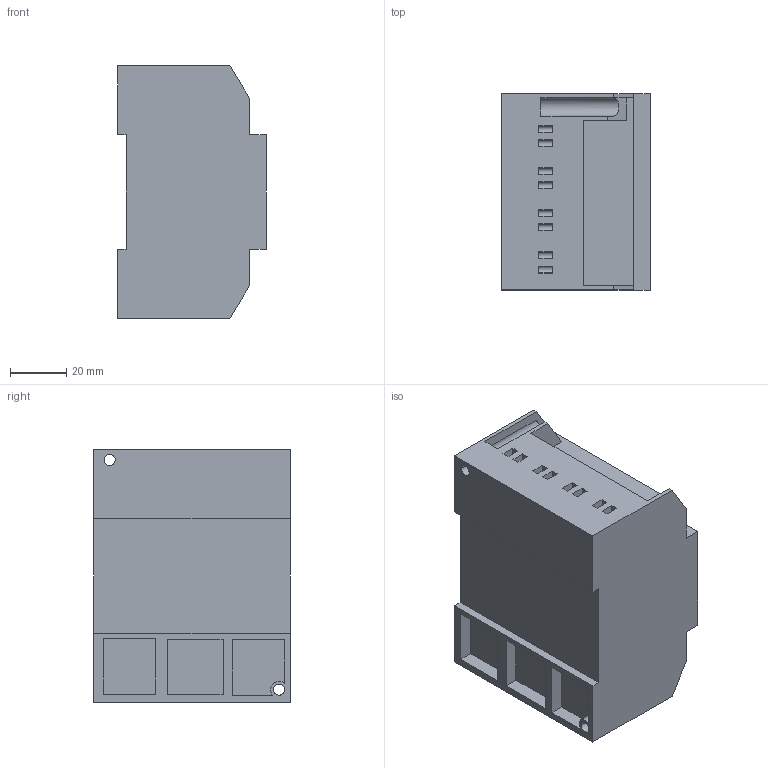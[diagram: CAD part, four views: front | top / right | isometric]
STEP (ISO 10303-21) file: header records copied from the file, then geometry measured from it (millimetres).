
FILE_DESCRIPTION((''),'2;1');
FILE_NAME('62190001P01','2024-05-13T',('yawei.he'),(''),'PRO/ENGINEER BY PARAMETRIC TECHNOLOGY CORPORATION, 2015440','PRO/ENGINEER BY PARAMETRIC TECHNOLOGY CORPORATION, 2015440','');
FILE_SCHEMA(('CONFIG_CONTROL_DESIGN'));
Length unit declared in the file: millimetre
Products named in the file (1): 62190001P01
Bounding box: 53 x 70 x 90 mm (x, y, z)
Volume: 268991.4 mm3; surface area: 34297.7 mm2
Topology: 1 solids, 1 shells, 216 faces, 565 edges, 354 vertices
Faces by surface type: plane 177, cylinder 39
Entity records: 6693 total; most frequent: CARTESIAN_POINT 1209, ORIENTED_EDGE 1130, DIRECTION 1103, EDGE_CURVE 565, VECTOR 455, LINE 455, VERTEX_POINT 354, AXIS2_PLACEMENT_3D 324
